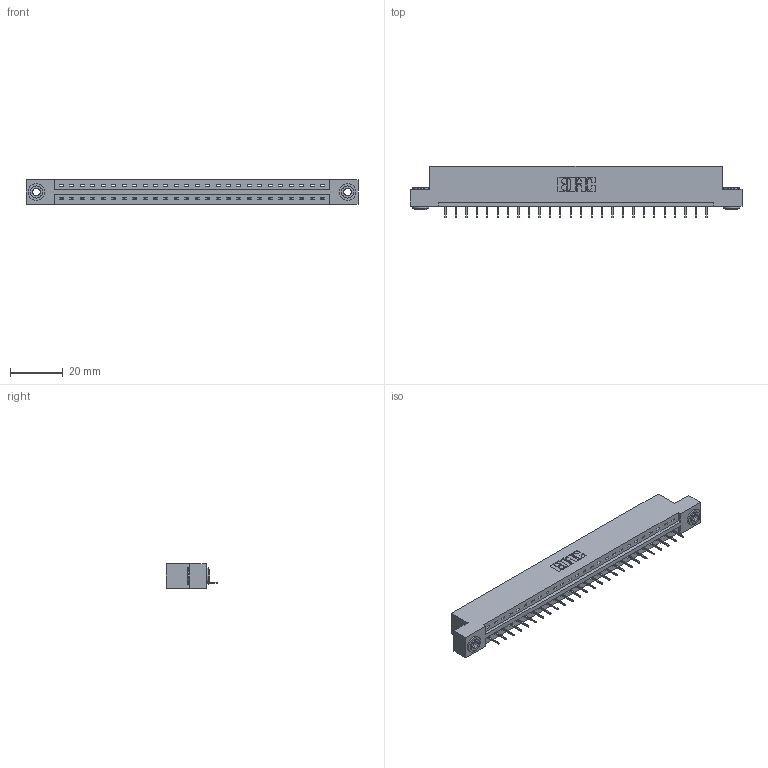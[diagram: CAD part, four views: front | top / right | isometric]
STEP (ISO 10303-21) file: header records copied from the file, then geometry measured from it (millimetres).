
FILE_DESCRIPTION (( 'STEP AP203' ), '1' );
FILE_NAME ('337-026-524-103.STEP', '2018-08-06T04:44:40', ( '' ), ( '' ), 'SwSTEP 2.0', 'SolidWorks 2016', '' );
FILE_SCHEMA (( 'CONFIG_CONTROL_DESIGN' ));
Length unit declared in the file: inch
Products named in the file (4): 337 Part_Flush Mounting Lugs - 0.156 Dia-TH; 345-292-001_345-293-124; 345-250-002_345-250-002-102; 337-026-524-103
Assembly tree (29 placements, depth 2):
  337-026-524-103
    337 Part_Flush Mounting Lugs - 0.156 Dia-TH
    345-292-001_345-293-124  x26
    345-250-002_345-250-002-102  x2
Bounding box: 126.03 x 19.69 x 9.4 mm (x, y, z)
Volume: 12815.7 mm3; surface area: 13025.8 mm2
Topology: 29 solids, 29 shells, 1868 faces, 5379 edges, 3478 vertices
Faces by surface type: plane 1432, cylinder 428, cone 8
Entity records: 22120 total; most frequent: CARTESIAN_POINT 3827, ORIENTED_EDGE 3782, DIRECTION 3289, EDGE_CURVE 1891, LINE 1743, VECTOR 1743, VERTEX_POINT 1254, AXIS2_PLACEMENT_3D 773
